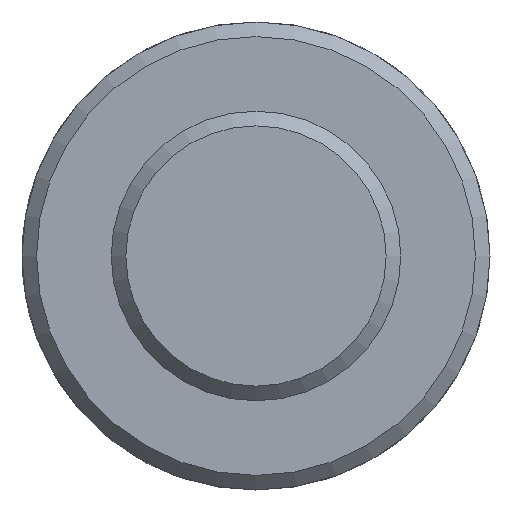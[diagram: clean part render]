
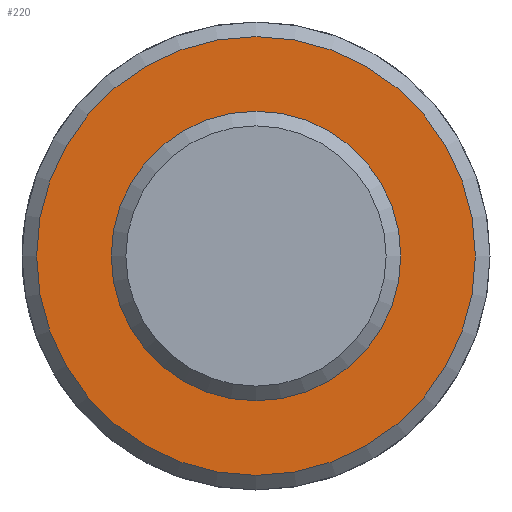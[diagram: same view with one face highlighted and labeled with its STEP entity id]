
A CAD part, left-side view. The second image highlights one B-rep face of the part: STEP entity #220.
In plain terms, the highlighted planar face has unit normal (-1, 0, 0).
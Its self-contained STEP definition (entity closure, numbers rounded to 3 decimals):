
#15=FACE_BOUND('',#47,.T.);
#20=PLANE('',#258);
#33=FACE_OUTER_BOUND('',#46,.T.);
#46=EDGE_LOOP('',(#174));
#47=EDGE_LOOP('',(#175));
#92=CIRCLE('',#251,7.5);
#98=CIRCLE('',#259,4.95);
#108=VERTEX_POINT('',#357);
#118=VERTEX_POINT('',#381);
#129=EDGE_CURVE('',#108,#108,#92,.T.);
#140=EDGE_CURVE('',#118,#118,#98,.T.);
#174=ORIENTED_EDGE('',*,*,#129,.F.);
#175=ORIENTED_EDGE('',*,*,#140,.T.);
#220=ADVANCED_FACE('',(#33,#15),#20,.T.);
#251=AXIS2_PLACEMENT_3D('',#359,#286,#287);
#258=AXIS2_PLACEMENT_3D('',#380,#305,#306);
#259=AXIS2_PLACEMENT_3D('',#382,#307,#308);
#286=DIRECTION('center_axis',(1.,0.,0.));
#287=DIRECTION('ref_axis',(0.,-1.,0.));
#305=DIRECTION('center_axis',(-1.,0.,0.));
#306=DIRECTION('ref_axis',(0.,0.,1.));
#307=DIRECTION('center_axis',(1.,0.,0.));
#308=DIRECTION('ref_axis',(0.,0.,-1.));
#357=CARTESIAN_POINT('',(15.5,7.5,0.));
#359=CARTESIAN_POINT('Origin',(15.5,0.,0.));
#380=CARTESIAN_POINT('Origin',(15.5,8.,0.));
#381=CARTESIAN_POINT('',(15.5,-4.95,0.));
#382=CARTESIAN_POINT('Origin',(15.5,0.,0.));
